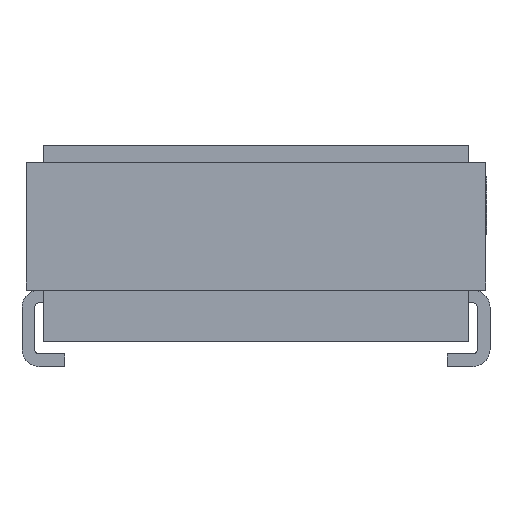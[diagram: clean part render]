
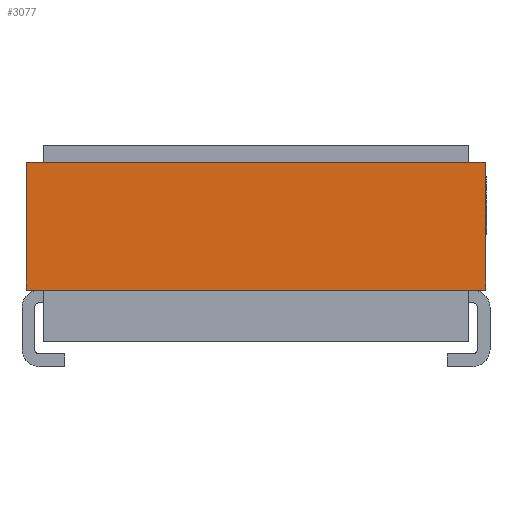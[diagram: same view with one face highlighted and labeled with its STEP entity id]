
A CAD part, left-side view. The second image highlights one B-rep face of the part: STEP entity #3077.
In plain terms, the highlighted planar face has unit normal (-1, 0, 0).
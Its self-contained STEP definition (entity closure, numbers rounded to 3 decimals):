
#536 = VERTEX_POINT('',#537);
#537 = CARTESIAN_POINT('',(-3.34,-2.7,0.9));
#554 = VERTEX_POINT('',#555);
#555 = CARTESIAN_POINT('',(-3.34,-2.7,2.4));
#561 = EDGE_CURVE('',#554,#536,#562,.T.);
#562 = LINE('',#563,#564);
#563 = CARTESIAN_POINT('',(-3.34,-2.7,2.4));
#564 = VECTOR('',#565,1.);
#565 = DIRECTION('',(-0.,-0.,-1.));
#2785 = EDGE_CURVE('',#2786,#536,#2788,.T.);
#2786 = VERTEX_POINT('',#2787);
#2787 = CARTESIAN_POINT('',(-3.34,2.7,0.9));
#2788 = LINE('',#2789,#2790);
#2789 = CARTESIAN_POINT('',(-3.34,2.7,0.9));
#2790 = VECTOR('',#2791,1.);
#2791 = DIRECTION('',(0.,-1.,0.));
#3058 = EDGE_CURVE('',#3059,#2786,#3061,.T.);
#3059 = VERTEX_POINT('',#3060);
#3060 = CARTESIAN_POINT('',(-3.34,2.7,2.4));
#3061 = LINE('',#3062,#3063);
#3062 = CARTESIAN_POINT('',(-3.34,2.7,2.4));
#3063 = VECTOR('',#3064,1.);
#3064 = DIRECTION('',(-0.,-0.,-1.));
#3077 = ADVANCED_FACE('',(#3078),#3089,.F.);
#3078 = FACE_BOUND('',#3079,.T.);
#3079 = EDGE_LOOP('',(#3080,#3081,#3082,#3088));
#3080 = ORIENTED_EDGE('',*,*,#2785,.T.);
#3081 = ORIENTED_EDGE('',*,*,#561,.F.);
#3082 = ORIENTED_EDGE('',*,*,#3083,.F.);
#3083 = EDGE_CURVE('',#3059,#554,#3084,.T.);
#3084 = LINE('',#3085,#3086);
#3085 = CARTESIAN_POINT('',(-3.34,2.7,2.4));
#3086 = VECTOR('',#3087,1.);
#3087 = DIRECTION('',(0.,-1.,0.));
#3088 = ORIENTED_EDGE('',*,*,#3058,.T.);
#3089 = PLANE('',#3090);
#3090 = AXIS2_PLACEMENT_3D('',#3091,#3092,#3093);
#3091 = CARTESIAN_POINT('',(-3.34,2.7,2.4));
#3092 = DIRECTION('',(1.,0.,0.));
#3093 = DIRECTION('',(0.,1.,0.));
